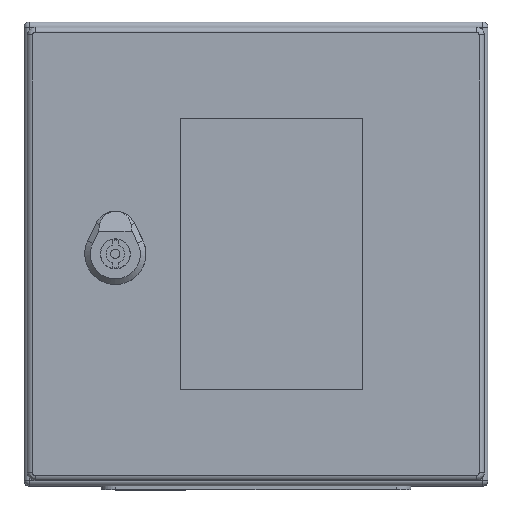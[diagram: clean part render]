
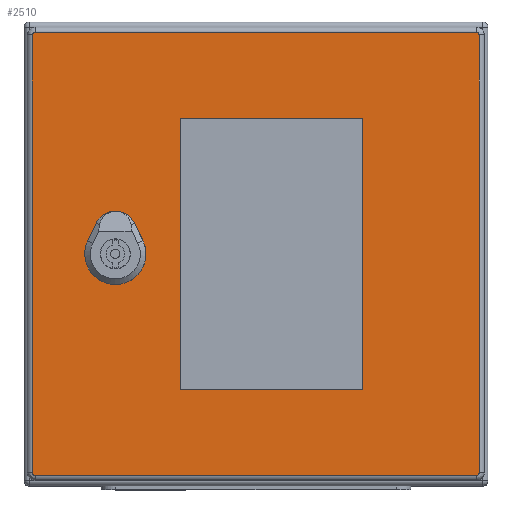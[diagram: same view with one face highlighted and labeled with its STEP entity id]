
A CAD part, top view. The second image highlights one B-rep face of the part: STEP entity #2510.
In plain terms, the highlighted face is planar.
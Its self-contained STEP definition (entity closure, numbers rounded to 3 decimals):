
#1580=FACE_BOUND('',#3662,.T.);
#1581=FACE_BOUND('',#3663,.T.);
#1582=FACE_BOUND('',#3664,.T.);
#2086=CIRCLE('',#9580,11.25);
#2087=CIRCLE('',#9581,11.25);
#2088=CIRCLE('',#9582,11.25);
#2089=CIRCLE('',#9583,11.25);
#2090=CIRCLE('',#9584,1.4);
#2091=CIRCLE('',#9585,1.4);
#2092=CIRCLE('',#9586,1.4);
#2093=CIRCLE('',#9587,1.4);
#2510=ADVANCED_FACE('',(#1580,#1581,#1582),#2753,.F.);
#2753=PLANE('',#9588);
#3662=EDGE_LOOP('',(#5520,#5521,#5522,#5523));
#3663=EDGE_LOOP('',(#5524,#5525,#5526,#5527,#5528,#5529,#5530,#5531));
#3664=EDGE_LOOP('',(#5532,#5533,#5534,#5535,#5536,#5537,#5538,#5539));
#5520=ORIENTED_EDGE('',*,*,#7497,.T.);
#5521=ORIENTED_EDGE('',*,*,#7498,.T.);
#5522=ORIENTED_EDGE('',*,*,#7499,.T.);
#5523=ORIENTED_EDGE('',*,*,#7500,.T.);
#5524=ORIENTED_EDGE('',*,*,#7501,.T.);
#5525=ORIENTED_EDGE('',*,*,#7502,.T.);
#5526=ORIENTED_EDGE('',*,*,#7503,.T.);
#5527=ORIENTED_EDGE('',*,*,#7504,.T.);
#5528=ORIENTED_EDGE('',*,*,#7505,.T.);
#5529=ORIENTED_EDGE('',*,*,#7506,.T.);
#5530=ORIENTED_EDGE('',*,*,#7507,.T.);
#5531=ORIENTED_EDGE('',*,*,#7508,.T.);
#5532=ORIENTED_EDGE('',*,*,#7509,.F.);
#5533=ORIENTED_EDGE('',*,*,#7510,.F.);
#5534=ORIENTED_EDGE('',*,*,#7511,.F.);
#5535=ORIENTED_EDGE('',*,*,#7512,.F.);
#5536=ORIENTED_EDGE('',*,*,#7513,.F.);
#5537=ORIENTED_EDGE('',*,*,#7514,.F.);
#5538=ORIENTED_EDGE('',*,*,#7515,.F.);
#5539=ORIENTED_EDGE('',*,*,#7516,.F.);
#6489=VERTEX_POINT('',#14450);
#6490=VERTEX_POINT('',#14451);
#6491=VERTEX_POINT('',#14453);
#6492=VERTEX_POINT('',#14455);
#6493=VERTEX_POINT('',#14458);
#6494=VERTEX_POINT('',#14459);
#6495=VERTEX_POINT('',#14461);
#6496=VERTEX_POINT('',#14463);
#6497=VERTEX_POINT('',#14465);
#6498=VERTEX_POINT('',#14467);
#6499=VERTEX_POINT('',#14469);
#6500=VERTEX_POINT('',#14471);
#6501=VERTEX_POINT('',#14474);
#6502=VERTEX_POINT('',#14475);
#6503=VERTEX_POINT('',#14477);
#6504=VERTEX_POINT('',#14479);
#6505=VERTEX_POINT('',#14481);
#6506=VERTEX_POINT('',#14483);
#6507=VERTEX_POINT('',#14485);
#6508=VERTEX_POINT('',#14487);
#7497=EDGE_CURVE('',#6489,#6490,#8166,.T.);
#7498=EDGE_CURVE('',#6490,#6491,#8167,.T.);
#7499=EDGE_CURVE('',#6491,#6492,#8168,.T.);
#7500=EDGE_CURVE('',#6492,#6489,#8169,.T.);
#7501=EDGE_CURVE('',#6493,#6494,#8170,.T.);
#7502=EDGE_CURVE('',#6494,#6495,#2086,.T.);
#7503=EDGE_CURVE('',#6495,#6496,#8171,.T.);
#7504=EDGE_CURVE('',#6496,#6497,#2087,.T.);
#7505=EDGE_CURVE('',#6497,#6498,#8172,.T.);
#7506=EDGE_CURVE('',#6498,#6499,#2088,.T.);
#7507=EDGE_CURVE('',#6499,#6500,#8173,.T.);
#7508=EDGE_CURVE('',#6500,#6493,#2089,.T.);
#7509=EDGE_CURVE('',#6501,#6502,#2090,.T.);
#7510=EDGE_CURVE('',#6503,#6501,#8174,.T.);
#7511=EDGE_CURVE('',#6504,#6503,#2091,.T.);
#7512=EDGE_CURVE('',#6505,#6504,#8175,.T.);
#7513=EDGE_CURVE('',#6506,#6505,#2092,.T.);
#7514=EDGE_CURVE('',#6507,#6506,#8176,.T.);
#7515=EDGE_CURVE('',#6508,#6507,#2093,.T.);
#7516=EDGE_CURVE('',#6502,#6508,#8177,.T.);
#8166=LINE('',#14449,#8778);
#8167=LINE('',#14452,#8779);
#8168=LINE('',#14454,#8780);
#8169=LINE('',#14456,#8781);
#8170=LINE('',#14457,#8782);
#8171=LINE('',#14462,#8783);
#8172=LINE('',#14466,#8784);
#8173=LINE('',#14470,#8785);
#8174=LINE('',#14476,#8786);
#8175=LINE('',#14480,#8787);
#8176=LINE('',#14484,#8788);
#8177=LINE('',#14488,#8789);
#8778=VECTOR('',#11687,1.);
#8779=VECTOR('',#11688,1.);
#8780=VECTOR('',#11689,1.);
#8781=VECTOR('',#11690,1.);
#8782=VECTOR('',#11691,1.);
#8783=VECTOR('',#11694,1.);
#8784=VECTOR('',#11697,1.);
#8785=VECTOR('',#11700,1.);
#8786=VECTOR('',#11705,1.);
#8787=VECTOR('',#11708,1.);
#8788=VECTOR('',#11711,1.);
#8789=VECTOR('',#11714,1.);
#9580=AXIS2_PLACEMENT_3D('',#14460,#11692,#11693);
#9581=AXIS2_PLACEMENT_3D('',#14464,#11695,#11696);
#9582=AXIS2_PLACEMENT_3D('',#14468,#11698,#11699);
#9583=AXIS2_PLACEMENT_3D('',#14472,#11701,#11702);
#9584=AXIS2_PLACEMENT_3D('',#14473,#11703,#11704);
#9585=AXIS2_PLACEMENT_3D('',#14478,#11706,#11707);
#9586=AXIS2_PLACEMENT_3D('',#14482,#11709,#11710);
#9587=AXIS2_PLACEMENT_3D('',#14486,#11712,#11713);
#9588=AXIS2_PLACEMENT_3D('',#14489,#11715,#11716);
#11687=DIRECTION('',(-1.,0.,0.));
#11688=DIRECTION('',(0.,-1.,0.));
#11689=DIRECTION('',(1.,0.,0.));
#11690=DIRECTION('',(0.,1.,0.));
#11691=DIRECTION('',(-1.,0.,0.));
#11692=DIRECTION('',(0.,0.,1.));
#11693=DIRECTION('',(1.,0.,0.));
#11694=DIRECTION('',(0.,-1.,0.));
#11695=DIRECTION('',(0.,0.,1.));
#11696=DIRECTION('',(1.,0.,0.));
#11697=DIRECTION('',(1.,0.,0.));
#11698=DIRECTION('',(0.,0.,1.));
#11699=DIRECTION('',(1.,0.,0.));
#11700=DIRECTION('',(0.,1.,0.));
#11701=DIRECTION('',(0.,0.,1.));
#11702=DIRECTION('',(1.,0.,0.));
#11703=DIRECTION('',(0.,0.,1.));
#11704=DIRECTION('',(1.,0.,0.));
#11705=DIRECTION('',(0.,-1.,0.));
#11706=DIRECTION('',(0.,0.,1.));
#11707=DIRECTION('',(1.,0.,0.));
#11708=DIRECTION('',(-1.,0.,0.));
#11709=DIRECTION('',(0.,0.,1.));
#11710=DIRECTION('',(1.,0.,0.));
#11711=DIRECTION('',(0.,1.,0.));
#11712=DIRECTION('',(0.,0.,1.));
#11713=DIRECTION('',(1.,0.,0.));
#11714=DIRECTION('',(1.,0.,0.));
#11715=DIRECTION('',(0.,0.,1.));
#11716=DIRECTION('',(1.,0.,0.));
#14449=CARTESIAN_POINT('',(-118.95,73.2,0.));
#14450=CARTESIAN_POINT('',(40.75,73.2,0.));
#14451=CARTESIAN_POINT('',(-57.75,73.2,0.));
#14452=CARTESIAN_POINT('',(-57.75,118.,0.));
#14453=CARTESIAN_POINT('',(-57.75,-73.2,0.));
#14454=CARTESIAN_POINT('',(-118.95,-73.2,0.));
#14455=CARTESIAN_POINT('',(40.75,-73.2,0.));
#14456=CARTESIAN_POINT('',(40.75,118.,0.));
#14457=CARTESIAN_POINT('',(-118.95,10.2,0.));
#14458=CARTESIAN_POINT('',(80.396,10.2,0.));
#14459=CARTESIAN_POINT('',(70.904,10.2,0.));
#14460=CARTESIAN_POINT('',(75.65,0.,0.));
#14461=CARTESIAN_POINT('',(65.45,4.746,0.));
#14462=CARTESIAN_POINT('',(65.45,118.,0.));
#14463=CARTESIAN_POINT('',(65.45,-4.746,0.));
#14464=CARTESIAN_POINT('',(75.65,0.,0.));
#14465=CARTESIAN_POINT('',(70.904,-10.2,0.));
#14466=CARTESIAN_POINT('',(-118.95,-10.2,0.));
#14467=CARTESIAN_POINT('',(80.396,-10.2,0.));
#14468=CARTESIAN_POINT('',(75.65,0.,0.));
#14469=CARTESIAN_POINT('',(85.85,-4.746,0.));
#14470=CARTESIAN_POINT('',(85.85,118.,0.));
#14471=CARTESIAN_POINT('',(85.85,4.746,0.));
#14472=CARTESIAN_POINT('',(75.65,0.,0.));
#14473=CARTESIAN_POINT('',(-118.95,-118.,0.));
#14474=CARTESIAN_POINT('',(-120.35,-118.,0.));
#14475=CARTESIAN_POINT('',(-118.95,-119.4,0.));
#14476=CARTESIAN_POINT('',(-120.35,118.,0.));
#14477=CARTESIAN_POINT('',(-120.35,118.,0.));
#14478=CARTESIAN_POINT('',(-118.95,118.,0.));
#14479=CARTESIAN_POINT('',(-118.95,119.4,0.));
#14480=CARTESIAN_POINT('',(118.95,119.4,0.));
#14481=CARTESIAN_POINT('',(118.95,119.4,0.));
#14482=CARTESIAN_POINT('',(118.95,118.,0.));
#14483=CARTESIAN_POINT('',(120.35,118.,0.));
#14484=CARTESIAN_POINT('',(120.35,-118.,0.));
#14485=CARTESIAN_POINT('',(120.35,-118.,0.));
#14486=CARTESIAN_POINT('',(118.95,-118.,0.));
#14487=CARTESIAN_POINT('',(118.95,-119.4,0.));
#14488=CARTESIAN_POINT('',(-118.95,-119.4,0.));
#14489=CARTESIAN_POINT('',(-118.95,118.,0.));
